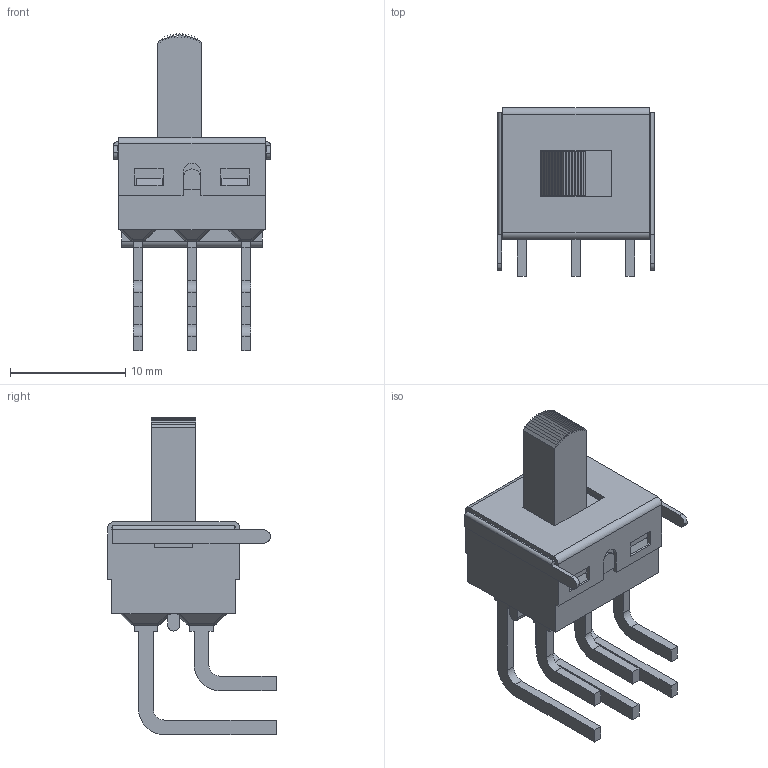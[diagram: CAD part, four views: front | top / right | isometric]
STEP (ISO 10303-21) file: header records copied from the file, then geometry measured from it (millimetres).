
FILE_DESCRIPTION((' '),'2;1');
FILE_NAME('500SDPxS3M6xEA.stp','2017-08-02T13:22:00',(' '),(' '),' ','ACIS',' ');
FILE_SCHEMA(('CONFIG_CONTROL_DESIGN'));
Length unit declared in the file: inch
Products named in the file (1): 500SDPxS3M6xEA.stp
Bounding box: 13.57 x 14.61 x 27.53 mm (x, y, z)
Volume: 839.8 mm3; surface area: 2012.4 mm2
Topology: 1 solids, 1 shells, 344 faces, 909 edges, 578 vertices
Faces by surface type: plane 245, cylinder 75, sphere 24
Entity records: 10584 total; most frequent: CARTESIAN_POINT 1832, ORIENTED_EDGE 1818, DIRECTION 1757, EDGE_CURVE 909, VECTOR 751, LINE 751, VERTEX_POINT 578, AXIS2_PLACEMENT_3D 503
